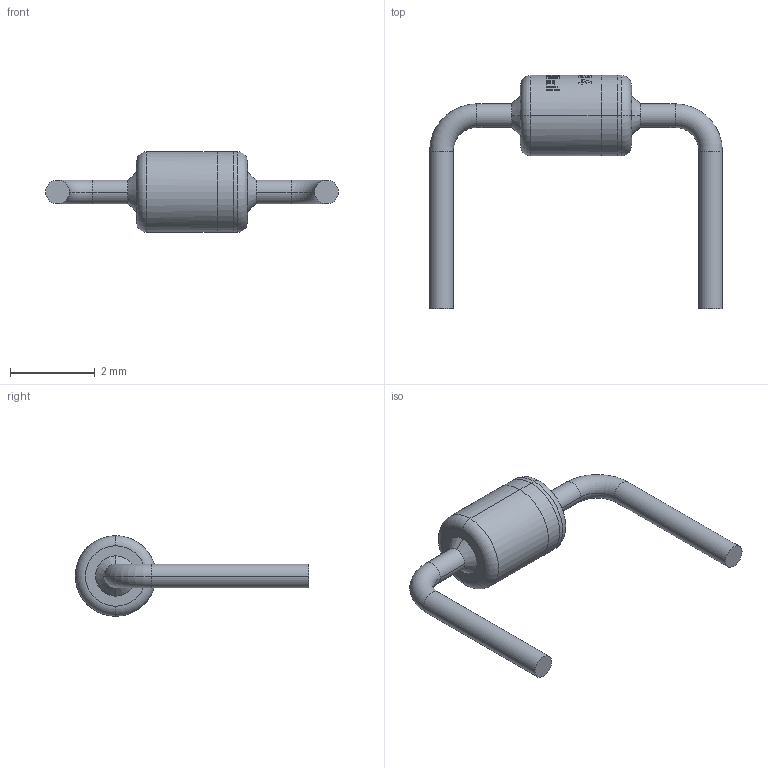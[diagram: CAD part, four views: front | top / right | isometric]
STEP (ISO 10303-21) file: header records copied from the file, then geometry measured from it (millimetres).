
FILE_DESCRIPTION (( 'STEP AP214' ), '1' );
FILE_NAME ('DO-34_Max_250mil_rev1.0.STEP', '2023-03-16T21:51:08', ( '' ), ( '' ), 'SwSTEP 2.0', 'SolidWorks 2020', '' );
FILE_SCHEMA (( 'AUTOMOTIVE_DESIGN' ));
Length unit declared in the file: millimetre
Products named in the file (1): DO-34_Max_250mil_rev1.0
Bounding box: 6.91 x 5.5 x 1.9 mm (x, y, z)
Volume: 9.3 mm3; surface area: 52.4 mm2
Topology: 1 solids, 2 shells, 56 faces, 275 edges, 245 vertices
Faces by surface type: cylinder 38, torus 8, plane 6, cone 4
Entity records: 3830 total; most frequent: CARTESIAN_POINT 860, ORIENTED_EDGE 550, DIRECTION 434, EDGE_CURVE 275, VERTEX_POINT 245, AXIS2_PLACEMENT_3D 171, CIRCLE 114, LINE 92
